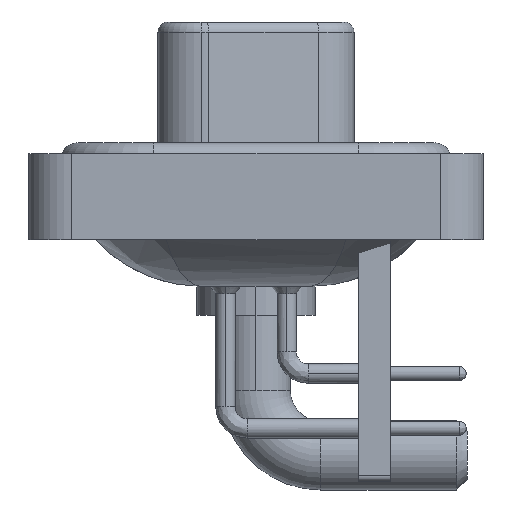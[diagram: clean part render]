
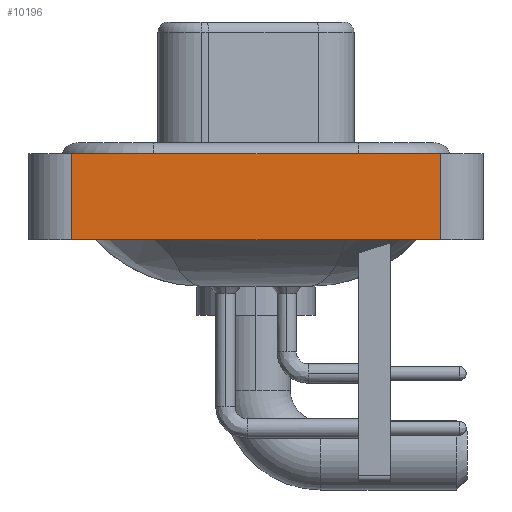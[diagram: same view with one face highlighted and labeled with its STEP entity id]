
A CAD part, left-side view. The second image highlights one B-rep face of the part: STEP entity #10196.
In plain terms, the highlighted planar face has unit normal (-1, 0, 0).
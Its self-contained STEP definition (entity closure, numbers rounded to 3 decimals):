
#865 = CARTESIAN_POINT ( 'NONE',  ( -7.25, 8.55, -3.6 ) ) ;
#1201 = AXIS2_PLACEMENT_3D ( 'NONE', #6618, #8502, #13773 ) ;
#2563 = EDGE_CURVE ( 'NONE', #8656, #8346, #5684, .T. ) ;
#3972 = DIRECTION ( 'NONE',  ( 0., 0., 1. ) ) ;
#4556 = ORIENTED_EDGE ( 'NONE', *, *, #2563, .T. ) ;
#5598 = LINE ( 'NONE', #9152, #19457 ) ;
#5684 = LINE ( 'NONE', #12719, #15783 ) ;
#6360 = EDGE_LOOP ( 'NONE', ( #15876, #9543, #21409, #4556 ) ) ;
#6618 = CARTESIAN_POINT ( 'NONE',  ( -7.25, -8.55, -3.6 ) ) ;
#6634 = CARTESIAN_POINT ( 'NONE',  ( -7.25, -8.55, 0.4 ) ) ;
#6841 = CARTESIAN_POINT ( 'NONE',  ( -7.25, 8.55, 0.4 ) ) ;
#6878 = LINE ( 'NONE', #6634, #13307 ) ;
#7124 = DIRECTION ( 'NONE',  ( 0., -1., 0. ) ) ;
#7427 = LINE ( 'NONE', #13154, #10158 ) ;
#7734 = CARTESIAN_POINT ( 'NONE',  ( -7.25, -8.55, -3.6 ) ) ;
#8346 = VERTEX_POINT ( 'NONE', #7734 ) ;
#8502 = DIRECTION ( 'NONE',  ( -1., 0., 0. ) ) ;
#8656 = VERTEX_POINT ( 'NONE', #865 ) ;
#9152 = CARTESIAN_POINT ( 'NONE',  ( -7.25, 8.55, -3.6 ) ) ;
#9396 = EDGE_CURVE ( 'NONE', #8656, #16317, #5598, .T. ) ;
#9543 = ORIENTED_EDGE ( 'NONE', *, *, #20743, .F. ) ;
#10158 = VECTOR ( 'NONE', #3972, 1000. ) ;
#10196 = ADVANCED_FACE ( 'NONE', ( #12218 ), #10306, .T. ) ;
#10306 = PLANE ( 'NONE',  #1201 ) ;
#10422 = VERTEX_POINT ( 'NONE', #10779 ) ;
#10779 = CARTESIAN_POINT ( 'NONE',  ( -7.25, -8.55, 0.4 ) ) ;
#12218 = FACE_OUTER_BOUND ( 'NONE', #6360, .T. ) ;
#12629 = DIRECTION ( 'NONE',  ( 0., 0., 1. ) ) ;
#12719 = CARTESIAN_POINT ( 'NONE',  ( -7.25, -8.55, -3.6 ) ) ;
#13154 = CARTESIAN_POINT ( 'NONE',  ( -7.25, -8.55, -3.6 ) ) ;
#13307 = VECTOR ( 'NONE', #13910, 1000. ) ;
#13773 = DIRECTION ( 'NONE',  ( 0., 0., 1. ) ) ;
#13910 = DIRECTION ( 'NONE',  ( 0., -1., 0. ) ) ;
#15783 = VECTOR ( 'NONE', #7124, 1000. ) ;
#15876 = ORIENTED_EDGE ( 'NONE', *, *, #22575, .T. ) ;
#16317 = VERTEX_POINT ( 'NONE', #6841 ) ;
#19457 = VECTOR ( 'NONE', #12629, 1000. ) ;
#20743 = EDGE_CURVE ( 'NONE', #16317, #10422, #6878, .T. ) ;
#21409 = ORIENTED_EDGE ( 'NONE', *, *, #9396, .F. ) ;
#22575 = EDGE_CURVE ( 'NONE', #8346, #10422, #7427, .T. ) ;
